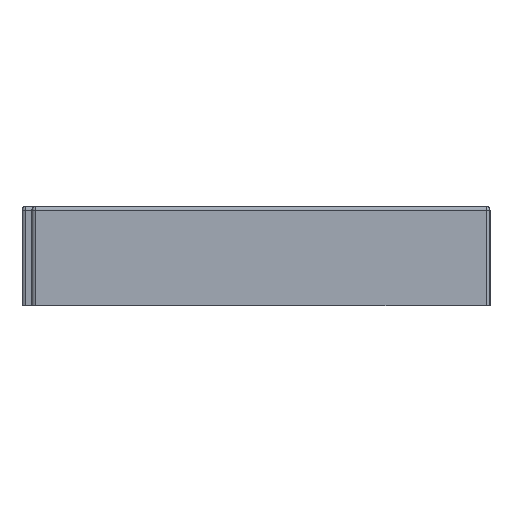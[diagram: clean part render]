
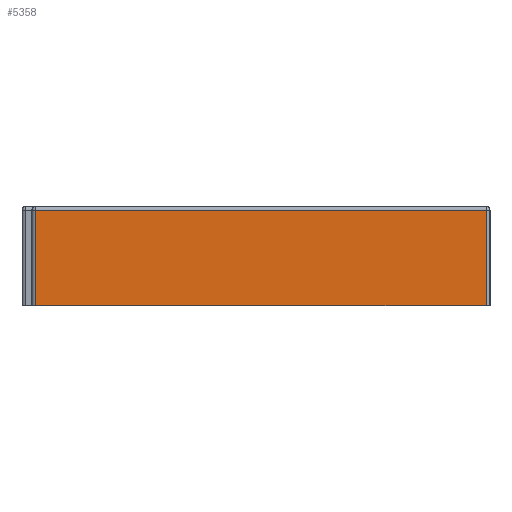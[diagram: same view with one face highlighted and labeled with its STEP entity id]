
A CAD part, left-side view. The second image highlights one B-rep face of the part: STEP entity #5358.
In plain terms, the highlighted planar face has unit normal (-1, 0, 0).
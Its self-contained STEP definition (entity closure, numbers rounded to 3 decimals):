
#149=PLANE('',#5752);
#342=FACE_OUTER_BOUND('',#640,.T.);
#640=EDGE_LOOP('',(#3964,#3965,#3966,#3967));
#1048=LINE('',#8429,#1558);
#1055=LINE('',#8459,#1565);
#1063=LINE('',#8481,#1573);
#1066=LINE('',#8488,#1576);
#1558=VECTOR('',#6603,10.);
#1565=VECTOR('',#6636,10.);
#1573=VECTOR('',#6662,10.);
#1576=VECTOR('',#6673,10.);
#2356=VERTEX_POINT('',#8422);
#2358=VERTEX_POINT('',#8427);
#2364=VERTEX_POINT('',#8448);
#2367=VERTEX_POINT('',#8455);
#2957=EDGE_CURVE('',#2358,#2356,#1048,.T.);
#2972=EDGE_CURVE('',#2364,#2367,#1055,.T.);
#2984=EDGE_CURVE('',#2356,#2364,#1063,.T.);
#2987=EDGE_CURVE('',#2367,#2358,#1066,.T.);
#3964=ORIENTED_EDGE('',*,*,#2957,.F.);
#3965=ORIENTED_EDGE('',*,*,#2987,.F.);
#3966=ORIENTED_EDGE('',*,*,#2972,.F.);
#3967=ORIENTED_EDGE('',*,*,#2984,.F.);
#5358=ADVANCED_FACE('',(#342),#149,.T.);
#5752=AXIS2_PLACEMENT_3D('',#8487,#6671,#6672);
#6603=DIRECTION('',(0.,0.,1.));
#6636=DIRECTION('',(0.,0.,-1.));
#6662=DIRECTION('',(0.,-1.,0.));
#6671=DIRECTION('center_axis',(-1.,0.,0.));
#6672=DIRECTION('ref_axis',(0.,-1.,0.));
#6673=DIRECTION('',(0.,1.,0.));
#8422=CARTESIAN_POINT('',(0.,263.,46.5));
#8427=CARTESIAN_POINT('',(0.,263.,-1.5));
#8429=CARTESIAN_POINT('',(0.,263.,-1.5));
#8448=CARTESIAN_POINT('',(0.,37.,46.5));
#8455=CARTESIAN_POINT('',(0.,37.,-1.5));
#8459=CARTESIAN_POINT('',(0.,37.,-1.5));
#8481=CARTESIAN_POINT('',(0.,207.5,46.5));
#8487=CARTESIAN_POINT('Origin',(0.,265.,-1.5));
#8488=CARTESIAN_POINT('',(0.,35.,-1.5));
